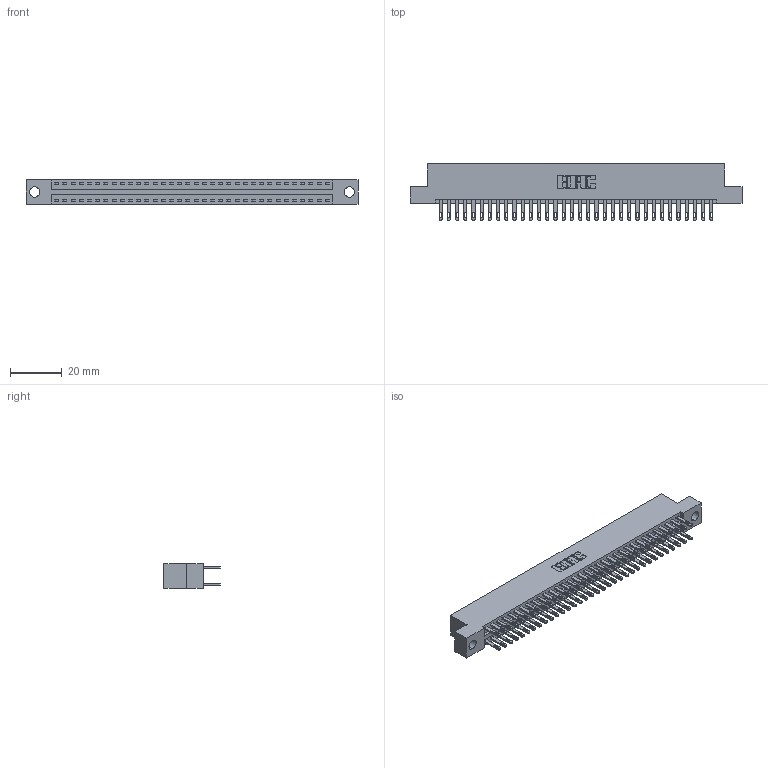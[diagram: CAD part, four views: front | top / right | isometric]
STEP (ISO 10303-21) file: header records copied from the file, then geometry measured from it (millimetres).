
FILE_DESCRIPTION (( 'STEP AP203' ), '1' );
FILE_NAME ('346-068-500-204.STEP', '2022-05-24T18:25:31', ( '' ), ( '' ), 'SwSTEP 2.0', 'SolidWorks 2020', '' );
FILE_SCHEMA (( 'CONFIG_CONTROL_DESIGN' ));
Length unit declared in the file: inch
Products named in the file (3): 345-292-001_345-293-100; 346 Part_Flush Mounting Lugs - 0.156 Dia-TH; 346-068-500-204
Assembly tree (69 placements, depth 2):
  346-068-500-204
    346 Part_Flush Mounting Lugs - 0.156 Dia-TH
    345-292-001_345-293-100  x68
Bounding box: 128.52 x 21.84 x 9.4 mm (x, y, z)
Volume: 12572.4 mm3; surface area: 17715.5 mm2
Topology: 69 solids, 69 shells, 3400 faces, 10361 edges, 6906 vertices
Faces by surface type: plane 2062, cylinder 1338
Entity records: 23615 total; most frequent: CARTESIAN_POINT 3906, ORIENTED_EDGE 3838, DIRECTION 3495, EDGE_CURVE 1919, VECTOR 1647, LINE 1647, VERTEX_POINT 1278, AXIS2_PLACEMENT_3D 924
